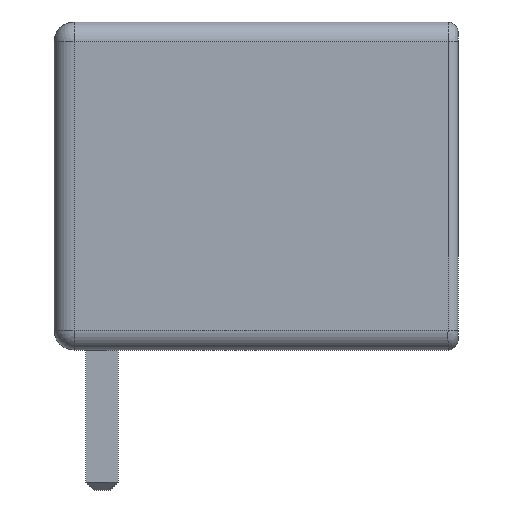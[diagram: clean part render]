
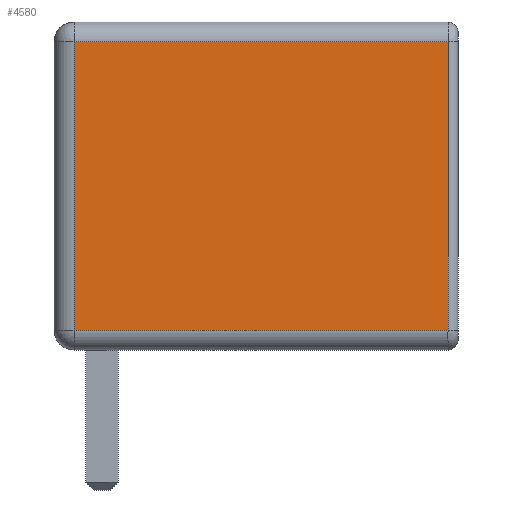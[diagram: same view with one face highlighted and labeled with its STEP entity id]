
A CAD part, front view. The second image highlights one B-rep face of the part: STEP entity #4580.
In plain terms, the highlighted planar face has unit normal (0, -1, 0).
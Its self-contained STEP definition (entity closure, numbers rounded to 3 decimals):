
#42=PLANE('',#4889);
#267=LINE('',#6512,#879);
#269=LINE('',#6515,#881);
#275=LINE('',#6524,#887);
#277=LINE('',#6527,#889);
#879=VECTOR('',#5230,10.);
#881=VECTOR('',#5234,10.);
#887=VECTOR('',#5246,10.);
#889=VECTOR('',#5250,10.);
#1545=FACE_OUTER_BOUND('',#1809,.T.);
#1809=EDGE_LOOP('',(#3366,#3367,#3368,#3369));
#2127=VERTEX_POINT('',#6443);
#2137=VERTEX_POINT('',#6482);
#2139=VERTEX_POINT('',#6488);
#2144=VERTEX_POINT('',#6506);
#2566=EDGE_CURVE('',#2139,#2144,#267,.T.);
#2568=EDGE_CURVE('',#2144,#2137,#269,.T.);
#2574=EDGE_CURVE('',#2127,#2139,#275,.T.);
#2576=EDGE_CURVE('',#2137,#2127,#277,.T.);
#3366=ORIENTED_EDGE('',*,*,#2566,.F.);
#3367=ORIENTED_EDGE('',*,*,#2574,.F.);
#3368=ORIENTED_EDGE('',*,*,#2576,.F.);
#3369=ORIENTED_EDGE('',*,*,#2568,.F.);
#4580=ADVANCED_FACE('',(#1545),#42,.F.);
#4889=AXIS2_PLACEMENT_3D('',#6685,#5348,#5349);
#5230=DIRECTION('',(1.,0.,0.));
#5234=DIRECTION('',(0.,0.,-1.));
#5246=DIRECTION('',(0.,0.,1.));
#5250=DIRECTION('',(-1.,0.,0.));
#5348=DIRECTION('center_axis',(0.,1.,0.));
#5349=DIRECTION('ref_axis',(1.,0.,0.));
#6443=CARTESIAN_POINT('',(0.5,0.,0.5));
#6482=CARTESIAN_POINT('',(9.85,0.,0.5));
#6488=CARTESIAN_POINT('',(0.5,0.,7.7));
#6506=CARTESIAN_POINT('',(9.85,0.,7.7));
#6512=CARTESIAN_POINT('',(2.525,0.,7.7));
#6515=CARTESIAN_POINT('',(9.85,0.,6.15));
#6524=CARTESIAN_POINT('',(0.5,0.,2.05));
#6527=CARTESIAN_POINT('',(7.575,0.,0.5));
#6685=CARTESIAN_POINT('Origin',(5.05,0.,4.1));
